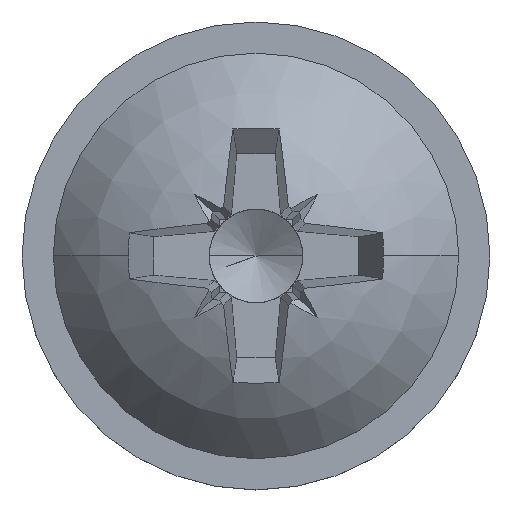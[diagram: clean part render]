
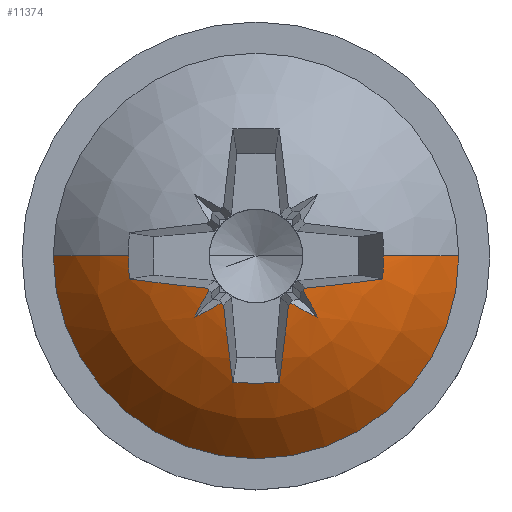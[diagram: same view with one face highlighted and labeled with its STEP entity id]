
A CAD part, top view. The second image highlights one B-rep face of the part: STEP entity #11374.
In plain terms, the highlighted spherical face has radius 4.803 mm.
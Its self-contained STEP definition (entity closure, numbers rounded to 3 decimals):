
#260=CARTESIAN_POINT('',(-3.9,-0.,14.));
#261=VERTEX_POINT('',#260);
#262=CARTESIAN_POINT('',(-2.447,0.,15.33));
#263=VERTEX_POINT('',#262);
#264=CARTESIAN_POINT('',(0.,-0.,11.198));
#265=DIRECTION('',(-0.,1.,-0.));
#266=DIRECTION('',(-1.,-0.,-0.));
#267=AXIS2_PLACEMENT_3D('',#264,#265,#266);
#268=CIRCLE('',#267,4.803);
#269=EDGE_CURVE('',#261,#263,#268,.T.);
#397=CARTESIAN_POINT('',(2.447,0.,15.33));
#398=VERTEX_POINT('',#397);
#406=CARTESIAN_POINT('',(3.9,0.,14.));
#407=VERTEX_POINT('',#406);
#408=CARTESIAN_POINT('',(0.,-0.,11.198));
#409=DIRECTION('',(0.,-1.,0.));
#410=DIRECTION('',(1.,0.,0.));
#411=AXIS2_PLACEMENT_3D('',#408,#409,#410);
#412=CIRCLE('',#411,4.803);
#413=EDGE_CURVE('',#407,#398,#412,.T.);
#441=CARTESIAN_POINT('',(0.904,-0.669,15.866));
#442=VERTEX_POINT('',#441);
#449=CARTESIAN_POINT('',(0.95,-0.624,15.864));
#450=VERTEX_POINT('',#449);
#451=CARTESIAN_POINT('',(0.405,-0.405,11.132));
#452=DIRECTION('',(0.703,-0.703,-0.113));
#453=DIRECTION('',(0.707,0.707,-0.));
#454=AXIS2_PLACEMENT_3D('',#451,#452,#453);
#455=CIRCLE('',#454,4.768);
#456=EDGE_CURVE('',#450,#442,#455,.T.);
#515=CARTESIAN_POINT('',(-0.904,-0.669,15.866));
#516=VERTEX_POINT('',#515);
#517=CARTESIAN_POINT('',(-0.95,-0.624,15.864));
#518=VERTEX_POINT('',#517);
#519=CARTESIAN_POINT('',(-0.405,-0.405,11.132));
#520=DIRECTION('',(-0.703,-0.703,-0.113));
#521=DIRECTION('',(0.707,-0.707,0.));
#522=AXIS2_PLACEMENT_3D('',#519,#520,#521);
#523=CIRCLE('',#522,4.768);
#524=EDGE_CURVE('',#516,#518,#523,.T.);
#753=CARTESIAN_POINT('',(0.,0.,14.));
#754=DIRECTION('',(0.,0.,-1.));
#755=DIRECTION('',(-1.,0.,0.));
#756=AXIS2_PLACEMENT_3D('',#753,#754,#755);
#757=CIRCLE('',#756,3.9);
#758=EDGE_CURVE('',#407,#261,#757,.T.);
#909=CARTESIAN_POINT('',(-2.44,-0.445,15.31));
#910=VERTEX_POINT('',#909);
#920=CARTESIAN_POINT('',(-0.832,0.,10.895));
#921=DIRECTION('',(-0.94,0.,-0.342));
#922=DIRECTION('',(0.342,-0.,-0.94));
#923=AXIS2_PLACEMENT_3D('',#920,#921,#922);
#924=CIRCLE('',#923,4.72);
#925=EDGE_CURVE('',#910,#263,#924,.T.);
#935=CARTESIAN_POINT('',(-0.026,-0.292,11.172));
#936=DIRECTION('',(-0.087,-0.992,-0.087));
#937=DIRECTION('',(0.,0.087,-0.996));
#938=AXIS2_PLACEMENT_3D('',#935,#936,#937);
#939=CIRCLE('',#938,4.793);
#940=EDGE_CURVE('',#518,#910,#939,.T.);
#954=CARTESIAN_POINT('',(-0.624,-0.95,15.864));
#955=VERTEX_POINT('',#954);
#962=CARTESIAN_POINT('',(-0.445,-2.44,15.31));
#963=VERTEX_POINT('',#962);
#964=CARTESIAN_POINT('',(-0.292,-0.026,11.172));
#965=DIRECTION('',(-0.992,-0.087,-0.087));
#966=DIRECTION('',(-0.087,0.,0.996));
#967=AXIS2_PLACEMENT_3D('',#964,#965,#966);
#968=CIRCLE('',#967,4.793);
#969=EDGE_CURVE('',#963,#955,#968,.T.);
#985=CARTESIAN_POINT('',(0.445,-2.44,15.31));
#986=VERTEX_POINT('',#985);
#995=CARTESIAN_POINT('',(0.,-0.832,10.895));
#996=DIRECTION('',(0.,-0.94,-0.342));
#997=DIRECTION('',(-0.,-0.342,0.94));
#998=AXIS2_PLACEMENT_3D('',#995,#996,#997);
#999=CIRCLE('',#998,4.72);
#1000=EDGE_CURVE('',#986,#963,#999,.T.);
#1010=CARTESIAN_POINT('',(0.624,-0.95,15.864));
#1011=VERTEX_POINT('',#1010);
#1012=CARTESIAN_POINT('',(0.292,-0.026,11.172));
#1013=DIRECTION('',(0.992,-0.087,-0.087));
#1014=DIRECTION('',(-0.087,0.,-0.996));
#1015=AXIS2_PLACEMENT_3D('',#1012,#1013,#1014);
#1016=CIRCLE('',#1015,4.793);
#1017=EDGE_CURVE('',#1011,#986,#1016,.T.);
#1044=CARTESIAN_POINT('',(2.44,-0.445,15.31));
#1045=VERTEX_POINT('',#1044);
#1046=CARTESIAN_POINT('',(0.026,-0.292,11.172));
#1047=DIRECTION('',(0.087,-0.992,-0.087));
#1048=DIRECTION('',(-0.,0.087,-0.996));
#1049=AXIS2_PLACEMENT_3D('',#1046,#1047,#1048);
#1050=CIRCLE('',#1049,4.793);
#1051=EDGE_CURVE('',#1045,#450,#1050,.T.);
#1082=CARTESIAN_POINT('',(0.832,-0.,10.895));
#1083=DIRECTION('',(0.94,-0.,-0.342));
#1084=DIRECTION('',(0.342,-0.,0.94));
#1085=AXIS2_PLACEMENT_3D('',#1082,#1083,#1084);
#1086=CIRCLE('',#1085,4.72);
#1087=EDGE_CURVE('',#398,#1045,#1086,.T.);
#1160=CARTESIAN_POINT('',(-0.669,-0.904,15.866));
#1161=VERTEX_POINT('',#1160);
#1170=CARTESIAN_POINT('',(-0.405,-0.405,11.132));
#1171=DIRECTION('',(-0.703,-0.703,-0.113));
#1172=DIRECTION('',(0.707,-0.707,0.));
#1173=AXIS2_PLACEMENT_3D('',#1170,#1171,#1172);
#1174=CIRCLE('',#1173,4.768);
#1175=EDGE_CURVE('',#955,#1161,#1174,.T.);
#1196=CARTESIAN_POINT('',(0.669,-0.904,15.866));
#1197=VERTEX_POINT('',#1196);
#1213=CARTESIAN_POINT('',(0.405,-0.405,11.132));
#1214=DIRECTION('',(0.703,-0.703,-0.113));
#1215=DIRECTION('',(0.707,0.707,-0.));
#1216=AXIS2_PLACEMENT_3D('',#1213,#1214,#1215);
#1217=CIRCLE('',#1216,4.768);
#1218=EDGE_CURVE('',#1197,#1011,#1217,.T.);
#1470=CARTESIAN_POINT('',(-1.181,-1.181,15.7));
#1471=VERTEX_POINT('',#1470);
#1472=CARTESIAN_POINT('',(1.592,-1.592,13.449));
#1473=DIRECTION('',(0.5,-0.5,0.707));
#1474=DIRECTION('',(-0.816,0.,0.577));
#1475=AXIS2_PLACEMENT_3D('',#1472,#1473,#1474);
#1476=CIRCLE('',#1475,3.596);
#1477=EDGE_CURVE('',#516,#1471,#1476,.T.);
#1498=CARTESIAN_POINT('',(-1.592,1.592,13.449));
#1499=DIRECTION('',(0.5,-0.5,-0.707));
#1500=DIRECTION('',(-0.816,-0.,-0.577));
#1501=AXIS2_PLACEMENT_3D('',#1498,#1499,#1500);
#1502=CIRCLE('',#1501,3.596);
#1503=EDGE_CURVE('',#1161,#1471,#1502,.T.);
#1557=CARTESIAN_POINT('',(1.181,-1.181,15.7));
#1558=VERTEX_POINT('',#1557);
#1559=CARTESIAN_POINT('',(-1.592,-1.592,13.449));
#1560=DIRECTION('',(-0.5,-0.5,0.707));
#1561=DIRECTION('',(0.,0.816,0.577));
#1562=AXIS2_PLACEMENT_3D('',#1559,#1560,#1561);
#1563=CIRCLE('',#1562,3.596);
#1564=EDGE_CURVE('',#1558,#442,#1563,.T.);
#1585=CARTESIAN_POINT('',(1.592,1.592,13.449));
#1586=DIRECTION('',(-0.5,-0.5,-0.707));
#1587=DIRECTION('',(0.,0.816,-0.577));
#1588=AXIS2_PLACEMENT_3D('',#1585,#1586,#1587);
#1589=CIRCLE('',#1588,3.596);
#1590=EDGE_CURVE('',#1558,#1197,#1589,.T.);
#11349=CARTESIAN_POINT('',(0.,-0.,11.198));
#11350=DIRECTION('',(0.,0.,-1.));
#11351=DIRECTION('',(1.,0.,0.));
#11352=AXIS2_PLACEMENT_3D('',#11349,#11350,#11351);
#11353=SPHERICAL_SURFACE('',#11352,4.803);
#11354=ORIENTED_EDGE('',*,*,#269,.F.);
#11355=ORIENTED_EDGE('',*,*,#758,.F.);
#11356=ORIENTED_EDGE('',*,*,#413,.T.);
#11357=ORIENTED_EDGE('',*,*,#1087,.T.);
#11358=ORIENTED_EDGE('',*,*,#1051,.T.);
#11359=ORIENTED_EDGE('',*,*,#456,.T.);
#11360=ORIENTED_EDGE('',*,*,#1564,.F.);
#11361=ORIENTED_EDGE('',*,*,#1590,.T.);
#11362=ORIENTED_EDGE('',*,*,#1218,.T.);
#11363=ORIENTED_EDGE('',*,*,#1017,.T.);
#11364=ORIENTED_EDGE('',*,*,#1000,.T.);
#11365=ORIENTED_EDGE('',*,*,#969,.T.);
#11366=ORIENTED_EDGE('',*,*,#1175,.T.);
#11367=ORIENTED_EDGE('',*,*,#1503,.T.);
#11368=ORIENTED_EDGE('',*,*,#1477,.F.);
#11369=ORIENTED_EDGE('',*,*,#524,.T.);
#11370=ORIENTED_EDGE('',*,*,#940,.T.);
#11371=ORIENTED_EDGE('',*,*,#925,.T.);
#11372=EDGE_LOOP('',(#11354,#11355,#11356,#11357,#11358,#11359,#11360,#11361,#11362,#11363,#11364,#11365,#11366,#11367,#11368,#11369,#11370,#11371));
#11373=FACE_BOUND('',#11372,.T.);
#11374=ADVANCED_FACE('',(#11373),#11353,.T.);
